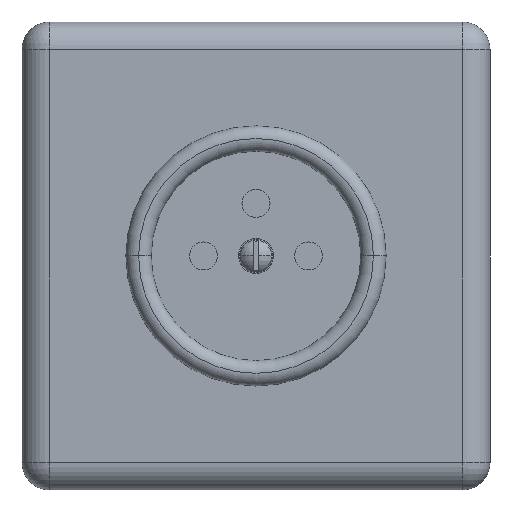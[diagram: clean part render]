
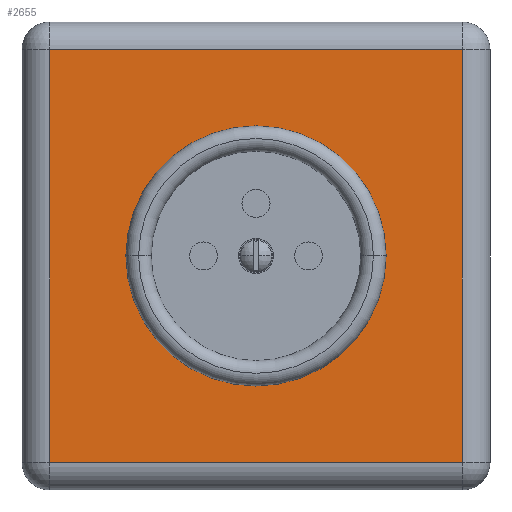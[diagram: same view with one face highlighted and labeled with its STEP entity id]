
A CAD part, top view. The second image highlights one B-rep face of the part: STEP entity #2655.
In plain terms, the highlighted planar face has unit normal (0, 0, 1).
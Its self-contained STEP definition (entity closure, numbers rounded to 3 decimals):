
#441 = DIRECTION ( 'NONE',  ( 1., 0., 0. ) ) ;
#520 = LINE ( 'NONE', #3210, #10683 ) ;
#597 = VERTEX_POINT ( 'NONE', #1293 ) ;
#707 = EDGE_CURVE ( 'NONE', #2839, #7287, #4628, .T. ) ;
#790 = EDGE_CURVE ( 'NONE', #11360, #11999, #3591, .T. ) ;
#971 = ORIENTED_EDGE ( 'NONE', *, *, #707, .T. ) ;
#1293 = CARTESIAN_POINT ( 'NONE',  ( 37.45, -37.45, 5. ) ) ;
#1941 = CARTESIAN_POINT ( 'NONE',  ( 23.6, 0., 5. ) ) ;
#2242 = CARTESIAN_POINT ( 'NONE',  ( -37.45, -37.45, 5. ) ) ;
#2259 = DIRECTION ( 'NONE',  ( 0., 0., 1. ) ) ;
#2396 = CARTESIAN_POINT ( 'NONE',  ( 0., 0., 5. ) ) ;
#2655 = ADVANCED_FACE ( 'NONE', ( #11974, #4598 ), #16451, .T. ) ;
#2839 = VERTEX_POINT ( 'NONE', #15900 ) ;
#3210 = CARTESIAN_POINT ( 'NONE',  ( 42.45, -37.45, 5. ) ) ;
#3591 = CIRCLE ( 'NONE', #4971, 23.6 ) ;
#3619 = CARTESIAN_POINT ( 'NONE',  ( -42.45, 37.45, 5. ) ) ;
#4100 = ORIENTED_EDGE ( 'NONE', *, *, #17839, .T. ) ;
#4179 = DIRECTION ( 'NONE',  ( 0., 0., 1. ) ) ;
#4261 = ORIENTED_EDGE ( 'NONE', *, *, #12381, .F. ) ;
#4598 = FACE_OUTER_BOUND ( 'NONE', #14437, .T. ) ;
#4628 = LINE ( 'NONE', #12504, #7892 ) ;
#4837 = DIRECTION ( 'NONE',  ( 1., 0., 0. ) ) ;
#4971 = AXIS2_PLACEMENT_3D ( 'NONE', #2396, #2259, #4837 ) ;
#5910 = AXIS2_PLACEMENT_3D ( 'NONE', #12466, #4179, #13853 ) ;
#6158 = CARTESIAN_POINT ( 'NONE',  ( 0., 0., 5. ) ) ;
#7049 = EDGE_CURVE ( 'NONE', #12682, #2839, #9845, .T. ) ;
#7287 = VERTEX_POINT ( 'NONE', #2242 ) ;
#7892 = VECTOR ( 'NONE', #16340, 1000. ) ;
#8008 = CARTESIAN_POINT ( 'NONE',  ( 37.45, 42.45, 5. ) ) ;
#9387 = DIRECTION ( 'NONE',  ( 0., 1., 0. ) ) ;
#9738 = EDGE_CURVE ( 'NONE', #597, #12682, #17354, .T. ) ;
#9845 = LINE ( 'NONE', #3619, #13111 ) ;
#10597 = ORIENTED_EDGE ( 'NONE', *, *, #9738, .T. ) ;
#10650 = ORIENTED_EDGE ( 'NONE', *, *, #790, .F. ) ;
#10683 = VECTOR ( 'NONE', #441, 1000. ) ;
#11360 = VERTEX_POINT ( 'NONE', #1941 ) ;
#11756 = CARTESIAN_POINT ( 'NONE',  ( 37.45, 37.45, 5. ) ) ;
#11974 = FACE_BOUND ( 'NONE', #12078, .T. ) ;
#11999 = VERTEX_POINT ( 'NONE', #17266 ) ;
#12078 = EDGE_LOOP ( 'NONE', ( #10650, #4261 ) ) ;
#12381 = EDGE_CURVE ( 'NONE', #11999, #11360, #16387, .T. ) ;
#12399 = VECTOR ( 'NONE', #9387, 1000. ) ;
#12466 = CARTESIAN_POINT ( 'NONE',  ( 0., 0., 5. ) ) ;
#12504 = CARTESIAN_POINT ( 'NONE',  ( -37.45, -42.45, 5. ) ) ;
#12682 = VERTEX_POINT ( 'NONE', #11756 ) ;
#13111 = VECTOR ( 'NONE', #13296, 1000. ) ;
#13117 = AXIS2_PLACEMENT_3D ( 'NONE', #6158, #15795, #15776 ) ;
#13296 = DIRECTION ( 'NONE',  ( -1., 0., 0. ) ) ;
#13853 = DIRECTION ( 'NONE',  ( 1., 0., 0. ) ) ;
#14437 = EDGE_LOOP ( 'NONE', ( #10597, #16220, #971, #4100 ) ) ;
#15776 = DIRECTION ( 'NONE',  ( 1., 0., 0. ) ) ;
#15795 = DIRECTION ( 'NONE',  ( 0., 0., 1. ) ) ;
#15900 = CARTESIAN_POINT ( 'NONE',  ( -37.45, 37.45, 5. ) ) ;
#16220 = ORIENTED_EDGE ( 'NONE', *, *, #7049, .T. ) ;
#16340 = DIRECTION ( 'NONE',  ( 0., -1., 0. ) ) ;
#16387 = CIRCLE ( 'NONE', #5910, 23.6 ) ;
#16451 = PLANE ( 'NONE',  #13117 ) ;
#17266 = CARTESIAN_POINT ( 'NONE',  ( -23.6, 0., 5. ) ) ;
#17354 = LINE ( 'NONE', #8008, #12399 ) ;
#17839 = EDGE_CURVE ( 'NONE', #7287, #597, #520, .T. ) ;
